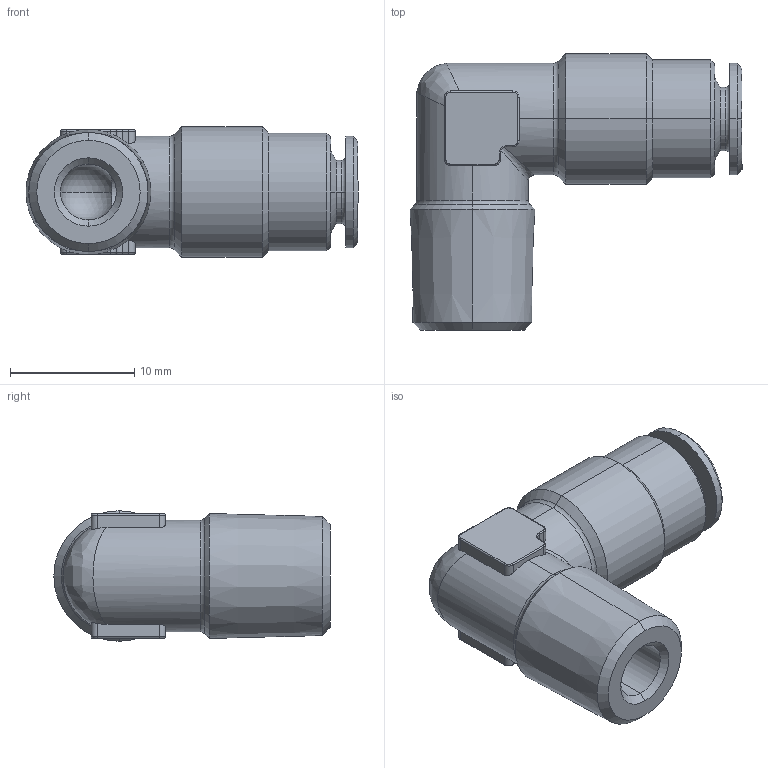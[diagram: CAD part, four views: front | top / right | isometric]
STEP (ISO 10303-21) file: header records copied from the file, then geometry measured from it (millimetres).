
FILE_DESCRIPTION (( 'STEP AP203' ), '1' );
FILE_NAME ('H0040011.STEP', '2010-06-21T12:34:28', ( '' ), ( 'sopra-pneumatic' ), 'SwSTEP 2.0', 'SolidWorks 2009', '' );
FILE_SCHEMA (( 'CONFIG_CONTROL_DESIGN' ));
Length unit declared in the file: millimetre
Products named in the file (1): H0040011
Bounding box: 26.73 x 22.25 x 10.5 mm (x, y, z)
Volume: 2233.3 mm3; surface area: 1872 mm2
Topology: 1 solids, 1 shells, 104 faces, 247 edges, 145 vertices
Faces by surface type: cylinder 42, cone 22, torus 18, plane 18, sphere 2, bspline 2
Entity records: 3703 total; most frequent: CARTESIAN_POINT 1204, DIRECTION 550, ORIENTED_EDGE 490, EDGE_CURVE 245, AXIS2_PLACEMENT_3D 227, VERTEX_POINT 145, CIRCLE 124, EDGE_LOOP 108
